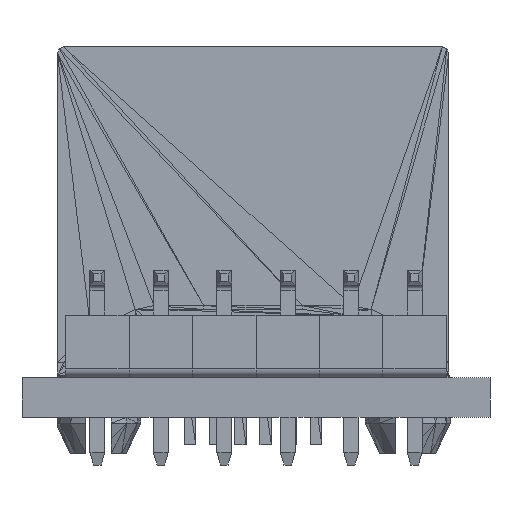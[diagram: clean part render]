
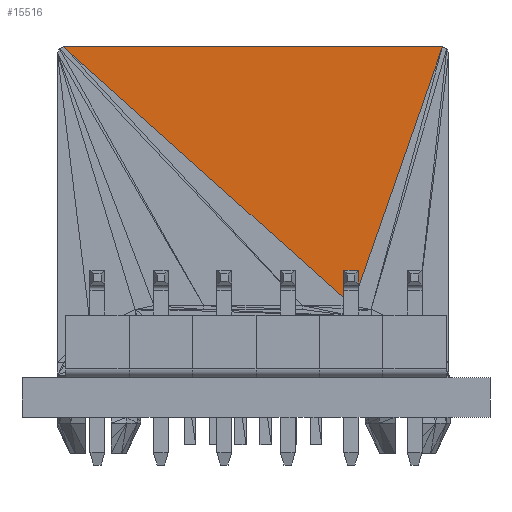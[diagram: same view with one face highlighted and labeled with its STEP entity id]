
A CAD part, left-side view. The second image highlights one B-rep face of the part: STEP entity #15516.
In plain terms, the highlighted face is planar.
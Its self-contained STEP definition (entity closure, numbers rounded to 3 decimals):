
#15142 = VERTEX_POINT('',#15143);
#15143 = CARTESIAN_POINT('',(-7.549,6.428,
    13.135));
#15476 = VERTEX_POINT('',#15477);
#15477 = CARTESIAN_POINT('',(7.607,6.428,
    13.135));
#15483 = EDGE_CURVE('',#15476,#15142,#15484,.T.);
#15484 = LINE('',#15485,#15486);
#15485 = CARTESIAN_POINT('',(7.607,6.428,
    13.135));
#15486 = VECTOR('',#15487,1.);
#15487 = DIRECTION('',(-1.,0.,0.));
#15497 = EDGE_CURVE('',#15142,#15498,#15500,.T.);
#15498 = VERTEX_POINT('',#15499);
#15499 = CARTESIAN_POINT('',(-3.937,6.428,
    2.779));
#15500 = LINE('',#15501,#15502);
#15501 = CARTESIAN_POINT('',(-7.549,6.428,
    13.135));
#15502 = VECTOR('',#15503,1.);
#15503 = DIRECTION('',(0.329,0.,-0.944));
#15516 = ADVANCED_FACE('',(#15517),#15527,.F.);
#15517 = FACE_BOUND('',#15518,.T.);
#15518 = EDGE_LOOP('',(#15519,#15520,#15526));
#15519 = ORIENTED_EDGE('',*,*,#15483,.F.);
#15520 = ORIENTED_EDGE('',*,*,#15521,.T.);
#15521 = EDGE_CURVE('',#15476,#15498,#15522,.T.);
#15522 = LINE('',#15523,#15524);
#15523 = CARTESIAN_POINT('',(7.607,6.428,
    13.135));
#15524 = VECTOR('',#15525,1.);
#15525 = DIRECTION('',(-0.744,0.,-0.668));
#15526 = ORIENTED_EDGE('',*,*,#15497,.F.);
#15527 = PLANE('',#15528);
#15528 = AXIS2_PLACEMENT_3D('',#15529,#15530,#15531);
#15529 = CARTESIAN_POINT('',(-7.549,6.428,
    13.135));
#15530 = DIRECTION('',(0.,-1.,0.));
#15531 = DIRECTION('',(0.,0.,-1.));
